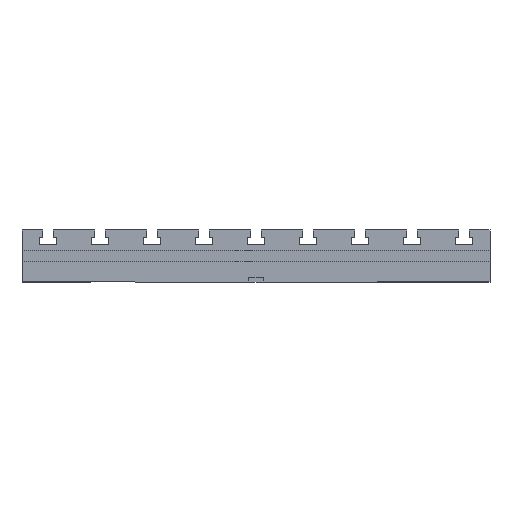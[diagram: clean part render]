
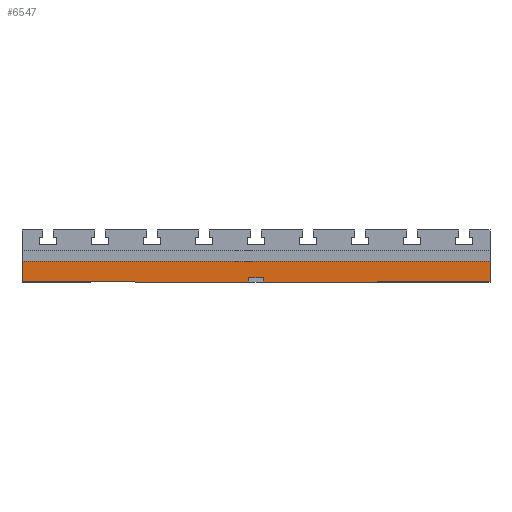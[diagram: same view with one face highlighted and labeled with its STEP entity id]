
A CAD part, front view. The second image highlights one B-rep face of the part: STEP entity #6547.
In plain terms, the highlighted planar face has unit normal (0, -1, 0).
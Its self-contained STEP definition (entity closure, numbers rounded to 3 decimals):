
#3823=VERTEX_POINT('',#10473);
#4545=EDGE_CURVE('',#6629,#3823,#11264,.T.);
#5149=VERTEX_POINT('',#11916);
#5837=VERTEX_POINT('',#12670);
#6547=ADVANCED_FACE('',(#13452),#13453,.T.);
#6629=VERTEX_POINT('',#13539);
#7029=EDGE_CURVE('',#7135,#6629,#13975,.T.);
#7135=VERTEX_POINT('',#14094);
#8349=VERTEX_POINT('',#15452);
#8393=EDGE_CURVE('',#5837,#8349,#15498,.T.);
#8407=VERTEX_POINT('',#15515);
#8421=EDGE_CURVE('',#5149,#7135,#15531,.T.);
#8519=VERTEX_POINT('',#15638);
#8589=EDGE_CURVE('',#8519,#5837,#15714,.T.);
#9297=EDGE_CURVE('',#8407,#8519,#16522,.T.);
#9607=EDGE_CURVE('',#8407,#3823,#16865,.T.);
#9667=EDGE_CURVE('',#8349,#5149,#16931,.T.);
#10473=CARTESIAN_POINT('',(315.0,-185.0,28.));
#11264=LINE('',#19137,#19138);
#11916=CARTESIAN_POINT('',(10.,-185.0,6.));
#12670=CARTESIAN_POINT('',(-10.,-185.0,0.));
#13452=FACE_OUTER_BOUND('',#22271,.T.);
#13453=PLANE('',#22272);
#13539=CARTESIAN_POINT('',(315.0,-185.0,0.0));
#13975=LINE('',#23002,#23003);
#14094=CARTESIAN_POINT('',(10.,-185.0,0.));
#15452=CARTESIAN_POINT('',(-10.,-185.0,6.));
#15498=LINE('',#25170,#25171);
#15515=CARTESIAN_POINT('',(-315.0,-185.0,28.));
#15531=LINE('',#25211,#25212);
#15638=CARTESIAN_POINT('',(-315.0,-185.0,0.0));
#15714=LINE('',#25487,#25488);
#16522=LINE('',#26685,#26686);
#16865=LINE('',#27175,#27176);
#16931=LINE('',#27267,#27268);
#19137=CARTESIAN_POINT('',(315.0,-185.0,28.));
#19138=VECTOR('',#28973,1.0);
#22271=EDGE_LOOP('',(#31045,#31046,#31047,#31048,#31049,#31050,#31051,#31052));
#22272=AXIS2_PLACEMENT_3D('',#31053,#31054,#31055);
#23002=CARTESIAN_POINT('',(-315.0,-185.0,0.0));
#23003=VECTOR('',#31550,1.0);
#25170=CARTESIAN_POINT('',(-10.,-185.0,0.));
#25171=VECTOR('',#33137,1.0);
#25211=CARTESIAN_POINT('',(10.,-185.0,0.));
#25212=VECTOR('',#33181,1.0);
#25487=CARTESIAN_POINT('',(-315.0,-185.0,0.0));
#25488=VECTOR('',#33350,1.0);
#26685=CARTESIAN_POINT('',(-315.0,-185.0,28.));
#26686=VECTOR('',#34284,1.0);
#27175=CARTESIAN_POINT('',(-315.0,-185.0,28.));
#27176=VECTOR('',#34616,1.0);
#27267=CARTESIAN_POINT('',(-157.5,-185.0,6.));
#27268=VECTOR('',#34673,1.0);
#28973=DIRECTION('',(0.0,0.0,1.0));
#31045=ORIENTED_EDGE('',*,*,#8393,.T.);
#31046=ORIENTED_EDGE('',*,*,#9667,.T.);
#31047=ORIENTED_EDGE('',*,*,#8421,.T.);
#31048=ORIENTED_EDGE('',*,*,#7029,.T.);
#31049=ORIENTED_EDGE('',*,*,#4545,.T.);
#31050=ORIENTED_EDGE('',*,*,#9607,.F.);
#31051=ORIENTED_EDGE('',*,*,#9297,.T.);
#31052=ORIENTED_EDGE('',*,*,#8589,.T.);
#31053=CARTESIAN_POINT('',(-315.0,-185.0,0.0));
#31054=DIRECTION('',(0.0,-1.0,0.0));
#31055=DIRECTION('',(1.0,0.0,0.0));
#31550=DIRECTION('',(1.0,0.0,0.0));
#33137=DIRECTION('',(0.,0.0,1.0));
#33181=DIRECTION('',(0.,0.0,-1.0));
#33350=DIRECTION('',(1.0,0.0,0.0));
#34284=DIRECTION('',(0.0,0.0,-1.0));
#34616=DIRECTION('',(1.0,0.0,0.0));
#34673=DIRECTION('',(1.0,0.0,0.));
